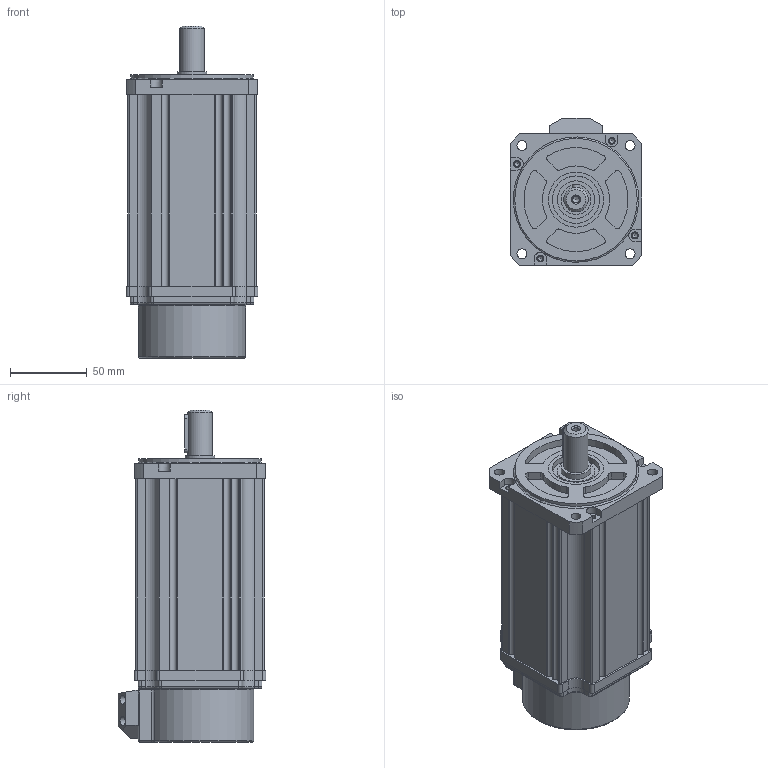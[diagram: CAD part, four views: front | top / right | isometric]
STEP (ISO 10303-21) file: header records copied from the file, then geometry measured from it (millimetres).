
FILE_DESCRIPTION(/* description */ (''),/* implementation_level */ '2;1');
FILE_NAME(/* name */ 'AC Servo motor 90ST-M04025 v1.step',/* time_stamp */ '2021-03-13T23:08:19+01:00',/* author */ (''),/* organization */ (''),/* preprocessor_version */ 'ST-DEVELOPER v18.1',/* originating_system */ 'Autodesk Translation Framework v9.10.0.1330',/* authorisation */ '');
FILE_SCHEMA (('AUTOMOTIVE_DESIGN { 1 0 10303 214 3 1 1 }'));
Length unit declared in the file: millimetre
Products named in the file (9): AC Servo motor 90ST-M04025; 90ST-M04025; Component2; Component3; Component4; Component5; Component6; Component7; Component8
Assembly tree (8 placements, depth 2):
  AC Servo motor 90ST-M04025
    90ST-M04025
    Component2
    Component3
    Component4
    Component5
    Component6
    Component7
    Component8
Bounding box: 86 x 96.5 x 217 mm (x, y, z)
Volume: 1080357.8 mm3; surface area: 125361.1 mm2
Topology: 8 solids, 8 shells, 340 faces, 870 edges, 557 vertices
Faces by surface type: cylinder 172, plane 118, cone 27, torus 11, bspline 10, sphere 2
Full cylindrical faces by diameter (mm): 2.5 x4, 3.3 x8, 3.4 x4, 4.2 x1, 4.5 x12, 6 x4, 6.5 x4, 16 x1, 19.5 x2, 24.5 x1, 31 x1, 36 x2, 80 x1
Entity records: 10760 total; most frequent: DIRECTION 1940, CARTESIAN_POINT 1885, ORIENTED_EDGE 1710, EDGE_CURVE 855, AXIS2_PLACEMENT_3D 742, VERTEX_POINT 557, LINE 456, VECTOR 456
